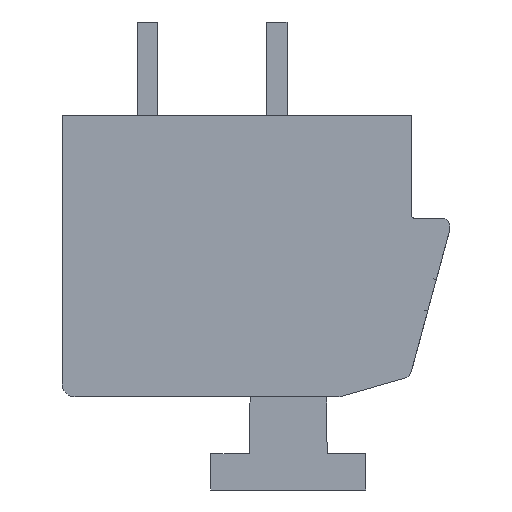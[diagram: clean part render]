
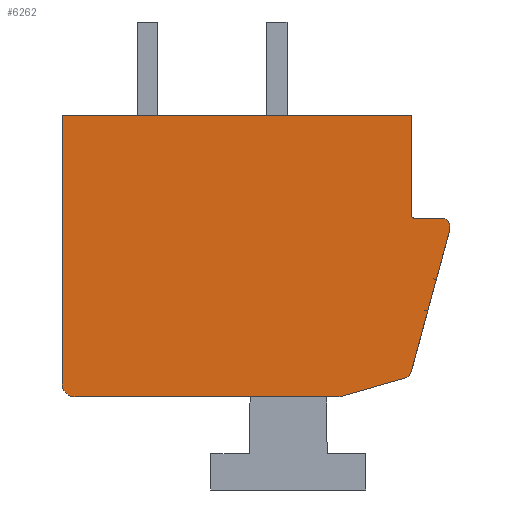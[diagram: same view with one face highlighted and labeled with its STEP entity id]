
A CAD part, front view. The second image highlights one B-rep face of the part: STEP entity #6262.
In plain terms, the highlighted planar face has unit normal (0, -1, 0).
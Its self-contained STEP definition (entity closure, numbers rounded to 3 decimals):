
#1=CARTESIAN_POINT('',(7.2,-48.75,1.15));
#2=DIRECTION('',(0.,-1.,0.));
#3=DIRECTION('',(1.,0.,0.));
#4=AXIS2_PLACEMENT_3D('',#1,#2,#3);
#6=DIRECTION('',(0.,0.,-1.));
#7=VECTOR('',#6,0.119);
#8=CARTESIAN_POINT('',(7.5,-48.75,1.15));
#9=LINE('',#8,#7);
#10=DIRECTION('',(0.262,0.,0.965));
#11=VECTOR('',#10,5.739);
#12=CARTESIAN_POINT('',(5.994,-48.75,-4.507));
#13=LINE('',#12,#11);
#14=CARTESIAN_POINT('',(5.705,-48.75,-4.428));
#15=DIRECTION('',(0.,-1.,0.));
#16=DIRECTION('',(0.274,0.,-0.962));
#17=AXIS2_PLACEMENT_3D('',#14,#15,#16);
#19=DIRECTION('',(0.962,0.,0.274));
#20=VECTOR('',#19,2.679);
#21=CARTESIAN_POINT('',(3.21,-48.75,-5.45));
#22=LINE('',#21,#20);
#23=DIRECTION('',(-1.,0.,0.));
#24=VECTOR('',#23,10.21);
#25=CARTESIAN_POINT('',(3.21,-48.75,-5.45));
#26=LINE('',#25,#24);
#27=CARTESIAN_POINT('',(-7.,-48.75,-4.95));
#28=DIRECTION('',(0.,-1.,0.));
#29=DIRECTION('',(-1.,0.,0.));
#30=AXIS2_PLACEMENT_3D('',#27,#28,#29);
#32=DIRECTION('',(0.,0.,1.));
#33=VECTOR('',#32,10.4);
#34=CARTESIAN_POINT('',(-7.5,-48.75,-4.95));
#35=LINE('',#34,#33);
#36=DIRECTION('',(1.,0.,0.));
#37=VECTOR('',#36,13.5);
#38=CARTESIAN_POINT('',(-7.5,-48.75,5.45));
#39=LINE('',#38,#37);
#40=DIRECTION('',(0.,0.,-1.));
#41=VECTOR('',#40,3.85);
#42=CARTESIAN_POINT('',(6.,-48.75,5.45));
#43=LINE('',#42,#41);
#44=DIRECTION('',(1.,0.,0.));
#45=VECTOR('',#44,1.05);
#46=CARTESIAN_POINT('',(6.15,-48.75,1.45));
#47=LINE('',#46,#45);
#60=CARTESIAN_POINT('',(6.15,-48.75,1.6));
#61=DIRECTION('',(0.,1.,0.));
#62=DIRECTION('',(0.,0.,-1.));
#63=AXIS2_PLACEMENT_3D('',#60,#61,#62);
#5003=CARTESIAN_POINT('',(-7.5,-48.75,5.45));
#5004=CARTESIAN_POINT('',(6.,-48.75,5.45));
#5005=VERTEX_POINT('',#5003);
#5006=VERTEX_POINT('',#5004);
#5007=CARTESIAN_POINT('',(6.,-48.75,1.6));
#5008=VERTEX_POINT('',#5007);
#5009=CARTESIAN_POINT('',(6.15,-48.75,1.45));
#5010=VERTEX_POINT('',#5009);
#5011=CARTESIAN_POINT('',(7.5,-48.75,1.15));
#5012=CARTESIAN_POINT('',(7.2,-48.75,1.45));
#5013=VERTEX_POINT('',#5011);
#5014=VERTEX_POINT('',#5012);
#5015=CARTESIAN_POINT('',(5.787,-48.75,-4.716));
#5016=CARTESIAN_POINT('',(5.994,-48.75,-4.507));
#5017=VERTEX_POINT('',#5015);
#5018=VERTEX_POINT('',#5016);
#5019=CARTESIAN_POINT('',(-7.5,-48.75,-4.95));
#5020=CARTESIAN_POINT('',(-7.,-48.75,-5.45));
#5021=VERTEX_POINT('',#5019);
#5022=VERTEX_POINT('',#5020);
#5023=CARTESIAN_POINT('',(3.21,-48.75,-5.45));
#5024=VERTEX_POINT('',#5023);
#5025=CARTESIAN_POINT('',(7.5,-48.75,1.031));
#5026=VERTEX_POINT('',#5025);
#6231=CARTESIAN_POINT('',(0.,-48.75,0.));
#6232=DIRECTION('',(0.,1.,0.));
#6233=DIRECTION('',(1.,0.,0.));
#6234=AXIS2_PLACEMENT_3D('',#6231,#6232,#6233);
#6235=PLANE('',#6234);
#6237=ORIENTED_EDGE('',*,*,#6236,.F.);
#6239=ORIENTED_EDGE('',*,*,#6238,.T.);
#6241=ORIENTED_EDGE('',*,*,#6240,.F.);
#6243=ORIENTED_EDGE('',*,*,#6242,.F.);
#6245=ORIENTED_EDGE('',*,*,#6244,.F.);
#6247=ORIENTED_EDGE('',*,*,#6246,.T.);
#6249=ORIENTED_EDGE('',*,*,#6248,.F.);
#6251=ORIENTED_EDGE('',*,*,#6250,.T.);
#6253=ORIENTED_EDGE('',*,*,#6252,.T.);
#6255=ORIENTED_EDGE('',*,*,#6254,.T.);
#6257=ORIENTED_EDGE('',*,*,#6256,.F.);
#6259=ORIENTED_EDGE('',*,*,#6258,.T.);
#6260=EDGE_LOOP('',(#6237,#6239,#6241,#6243,#6245,#6247,#6249,#6251,#6253,#6255,
#6257,#6259));
#6261=FACE_OUTER_BOUND('',#6260,.F.);
#6262=ADVANCED_FACE('',(#6261),#6235,.F.);
#5=CIRCLE('',#4,0.3);
#18=CIRCLE('',#17,0.3);
#31=CIRCLE('',#30,0.5);
#64=CIRCLE('',#63,0.15);
#6236=EDGE_CURVE('',#5013,#5014,#5,.T.);
#6238=EDGE_CURVE('',#5013,#5026,#9,.T.);
#6240=EDGE_CURVE('',#5018,#5026,#13,.T.);
#6242=EDGE_CURVE('',#5017,#5018,#18,.T.);
#6244=EDGE_CURVE('',#5024,#5017,#22,.T.);
#6246=EDGE_CURVE('',#5024,#5022,#26,.T.);
#6248=EDGE_CURVE('',#5021,#5022,#31,.T.);
#6250=EDGE_CURVE('',#5021,#5005,#35,.T.);
#6252=EDGE_CURVE('',#5005,#5006,#39,.T.);
#6254=EDGE_CURVE('',#5006,#5008,#43,.T.);
#6256=EDGE_CURVE('',#5010,#5008,#64,.T.);
#6258=EDGE_CURVE('',#5010,#5014,#47,.T.);
